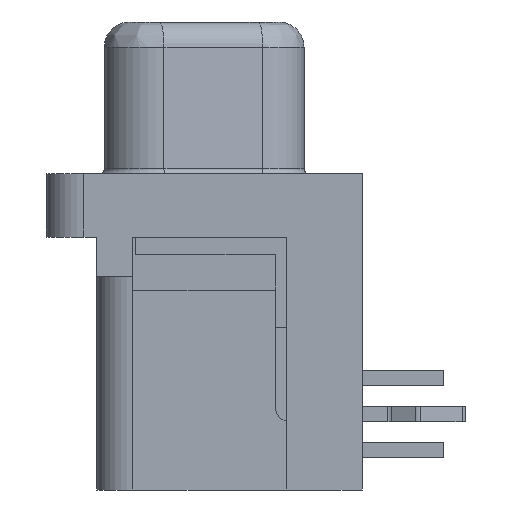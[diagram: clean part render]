
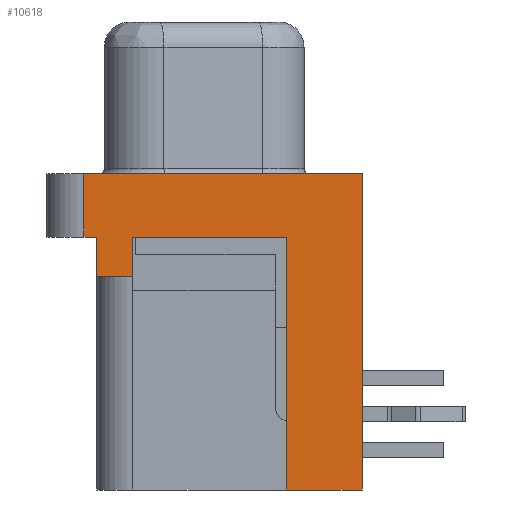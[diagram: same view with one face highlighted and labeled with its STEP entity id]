
A CAD part, left-side view. The second image highlights one B-rep face of the part: STEP entity #10618.
In plain terms, the highlighted planar face has unit normal (-1, 0, 0).
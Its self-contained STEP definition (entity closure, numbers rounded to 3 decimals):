
#905=DIRECTION('',(0.,1.,0.));
#906=VECTOR('',#905,11.);
#907=CARTESIAN_POINT('',(-26.55,-6.25,-6.));
#908=LINE('',#907,#906);
#1200=DIRECTION('',(0.,1.,0.));
#1201=VECTOR('',#1200,0.51);
#1202=CARTESIAN_POINT('',(-26.55,4.24,-8.5));
#1203=LINE('',#1202,#1201);
#1249=DIRECTION('',(0.,1.,0.));
#1250=VECTOR('',#1249,6.07);
#1251=CARTESIAN_POINT('',(-26.55,-3.25,-8.5));
#1252=LINE('',#1251,#1250);
#2958=DIRECTION('',(0.,1.,0.));
#2959=VECTOR('',#2958,3.);
#2960=CARTESIAN_POINT('',(-26.55,-6.25,-18.5));
#2961=LINE('',#2960,#2959);
#3007=DIRECTION('',(0.,0.,-1.));
#3008=VECTOR('',#3007,1.56);
#3009=CARTESIAN_POINT('',(-26.55,4.24,-8.5));
#3010=LINE('',#3009,#3008);
#3021=DIRECTION('',(0.,0.,-1.));
#3022=VECTOR('',#3021,1.56);
#3023=CARTESIAN_POINT('',(-26.55,2.82,-8.5));
#3024=LINE('',#3023,#3022);
#3028=DIRECTION('',(0.,0.,-1.));
#3029=VECTOR('',#3028,12.5);
#3030=CARTESIAN_POINT('',(-26.55,-6.25,-6.));
#3031=LINE('',#3030,#3029);
#3947=DIRECTION('',(0.,0.,-1.));
#3948=VECTOR('',#3947,10.);
#3949=CARTESIAN_POINT('',(-26.55,-3.25,-8.5));
#3950=LINE('',#3949,#3948);
#4379=DIRECTION('',(0.,1.,0.));
#4380=VECTOR('',#4379,1.42);
#4381=CARTESIAN_POINT('',(-26.55,2.82,-10.06));
#4382=LINE('',#4381,#4380);
#4507=DIRECTION('',(0.,0.,-1.));
#4508=VECTOR('',#4507,2.5);
#4509=CARTESIAN_POINT('',(-26.55,4.75,-6.));
#4510=LINE('',#4509,#4508);
#7532=CARTESIAN_POINT('',(-26.55,-6.25,-6.));
#7533=VERTEX_POINT('',#7532);
#7534=CARTESIAN_POINT('',(-26.55,4.75,-6.));
#7535=VERTEX_POINT('',#7534);
#7550=CARTESIAN_POINT('',(-26.55,4.75,-8.5));
#7552=VERTEX_POINT('',#7550);
#7578=CARTESIAN_POINT('',(-26.55,-6.25,-18.5));
#7579=CARTESIAN_POINT('',(-26.55,-3.25,-18.5));
#7580=VERTEX_POINT('',#7578);
#7581=VERTEX_POINT('',#7579);
#7598=CARTESIAN_POINT('',(-26.55,-3.25,-8.5));
#7599=VERTEX_POINT('',#7598);
#7656=CARTESIAN_POINT('',(-26.55,2.82,-10.06));
#7657=CARTESIAN_POINT('',(-26.55,4.24,-10.06));
#7658=VERTEX_POINT('',#7656);
#7659=VERTEX_POINT('',#7657);
#7664=CARTESIAN_POINT('',(-26.55,2.82,-8.5));
#7666=VERTEX_POINT('',#7664);
#7680=CARTESIAN_POINT('',(-26.55,4.24,-8.5));
#7681=VERTEX_POINT('',#7680);
#10597=CARTESIAN_POINT('',(-26.55,-6.25,-6.));
#10598=DIRECTION('',(-1.,0.,0.));
#10599=DIRECTION('',(0.,1.,0.));
#10600=AXIS2_PLACEMENT_3D('',#10597,#10598,#10599);
#10601=PLANE('',#10600);
#10602=ORIENTED_EDGE('',*,*,#9619,.T.);
#10604=ORIENTED_EDGE('',*,*,#10603,.T.);
#10606=ORIENTED_EDGE('',*,*,#10605,.T.);
#10607=ORIENTED_EDGE('',*,*,#10582,.F.);
#10608=ORIENTED_EDGE('',*,*,#9598,.T.);
#10610=ORIENTED_EDGE('',*,*,#10609,.F.);
#10611=ORIENTED_EDGE('',*,*,#9407,.F.);
#10612=ORIENTED_EDGE('',*,*,#9989,.T.);
#10613=ORIENTED_EDGE('',*,*,#10536,.T.);
#10615=ORIENTED_EDGE('',*,*,#10614,.F.);
#10616=EDGE_LOOP('',(#10602,#10604,#10606,#10607,#10608,#10610,#10611,#10612,
#10613,#10615));
#10617=FACE_OUTER_BOUND('',#10616,.F.);
#10618=ADVANCED_FACE('',(#10617),#10601,.T.);
#9407=EDGE_CURVE('',#7533,#7535,#908,.T.);
#9598=EDGE_CURVE('',#7681,#7552,#1203,.T.);
#9619=EDGE_CURVE('',#7599,#7666,#1252,.T.);
#9989=EDGE_CURVE('',#7533,#7580,#3031,.T.);
#10536=EDGE_CURVE('',#7580,#7581,#2961,.T.);
#10582=EDGE_CURVE('',#7681,#7659,#3010,.T.);
#10603=EDGE_CURVE('',#7666,#7658,#3024,.T.);
#10605=EDGE_CURVE('',#7658,#7659,#4382,.T.);
#10609=EDGE_CURVE('',#7535,#7552,#4510,.T.);
#10614=EDGE_CURVE('',#7599,#7581,#3950,.T.);
